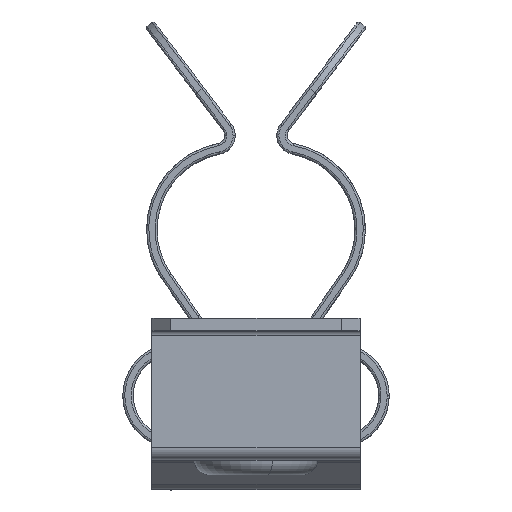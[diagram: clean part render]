
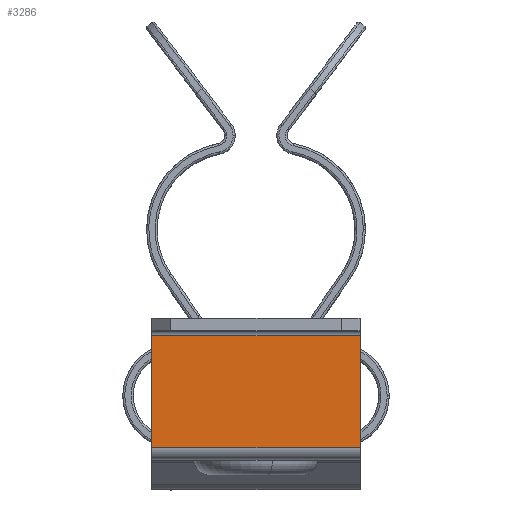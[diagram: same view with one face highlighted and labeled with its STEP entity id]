
A CAD part, top view. The second image highlights one B-rep face of the part: STEP entity #3286.
In plain terms, the highlighted face is planar.
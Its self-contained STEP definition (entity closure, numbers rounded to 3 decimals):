
#389 = LINE ( 'NONE', #4024, #5788 ) ;
#531 = EDGE_CURVE ( 'NONE', #6815, #3385, #7637, .T. ) ;
#945 = CARTESIAN_POINT ( 'NONE',  ( -22.127, 1.992, -5. ) ) ;
#1816 = ORIENTED_EDGE ( 'NONE', *, *, #531, .T. ) ;
#2179 = AXIS2_PLACEMENT_3D ( 'NONE', #3895, #3176, #3226 ) ;
#2730 = CARTESIAN_POINT ( 'NONE',  ( -22.127, 1.992, 5. ) ) ;
#3176 = DIRECTION ( 'NONE',  ( 1., 0.017, 0. ) ) ;
#3226 = DIRECTION ( 'NONE',  ( -0.017, 1., 0. ) ) ;
#3286 = ADVANCED_FACE ( 'NONE', ( #3952 ), #9424, .F. ) ;
#3385 = VERTEX_POINT ( 'NONE', #945 ) ;
#3503 = EDGE_LOOP ( 'NONE', ( #1816, #10644, #8000, #11120 ) ) ;
#3521 = CARTESIAN_POINT ( 'NONE',  ( -22.221, 7.371, -5. ) ) ;
#3551 = CARTESIAN_POINT ( 'NONE',  ( -22.127, 1.992, 5. ) ) ;
#3597 = VERTEX_POINT ( 'NONE', #7174 ) ;
#3895 = CARTESIAN_POINT ( 'NONE',  ( -22.221, 7.371, 5. ) ) ;
#3952 = FACE_OUTER_BOUND ( 'NONE', #3503, .T. ) ;
#4024 = CARTESIAN_POINT ( 'NONE',  ( -22.221, 7.371, 5. ) ) ;
#4199 = EDGE_CURVE ( 'NONE', #3597, #4902, #6470, .T. ) ;
#4561 = DIRECTION ( 'NONE',  ( 0., 0., -1. ) ) ;
#4902 = VERTEX_POINT ( 'NONE', #2730 ) ;
#5231 = LINE ( 'NONE', #3551, #6942 ) ;
#5788 = VECTOR ( 'NONE', #6013, 1000. ) ;
#6013 = DIRECTION ( 'NONE',  ( 0., 0., -1. ) ) ;
#6470 = LINE ( 'NONE', #8449, #7550 ) ;
#6815 = VERTEX_POINT ( 'NONE', #3521 ) ;
#6942 = VECTOR ( 'NONE', #4561, 1000. ) ;
#7174 = CARTESIAN_POINT ( 'NONE',  ( -22.221, 7.371, 5. ) ) ;
#7550 = VECTOR ( 'NONE', #10146, 1000. ) ;
#7637 = LINE ( 'NONE', #11293, #10083 ) ;
#8000 = ORIENTED_EDGE ( 'NONE', *, *, #4199, .F. ) ;
#8426 = EDGE_CURVE ( 'NONE', #3597, #6815, #389, .T. ) ;
#8449 = CARTESIAN_POINT ( 'NONE',  ( -22.221, 7.371, 5. ) ) ;
#8452 = EDGE_CURVE ( 'NONE', #4902, #3385, #5231, .T. ) ;
#9424 = PLANE ( 'NONE',  #2179 ) ;
#10083 = VECTOR ( 'NONE', #11179, 1000. ) ;
#10146 = DIRECTION ( 'NONE',  ( 0.017, -1., 0. ) ) ;
#10644 = ORIENTED_EDGE ( 'NONE', *, *, #8452, .F. ) ;
#11120 = ORIENTED_EDGE ( 'NONE', *, *, #8426, .T. ) ;
#11179 = DIRECTION ( 'NONE',  ( 0.017, -1., 0. ) ) ;
#11293 = CARTESIAN_POINT ( 'NONE',  ( -22.221, 7.371, -5. ) ) ;
